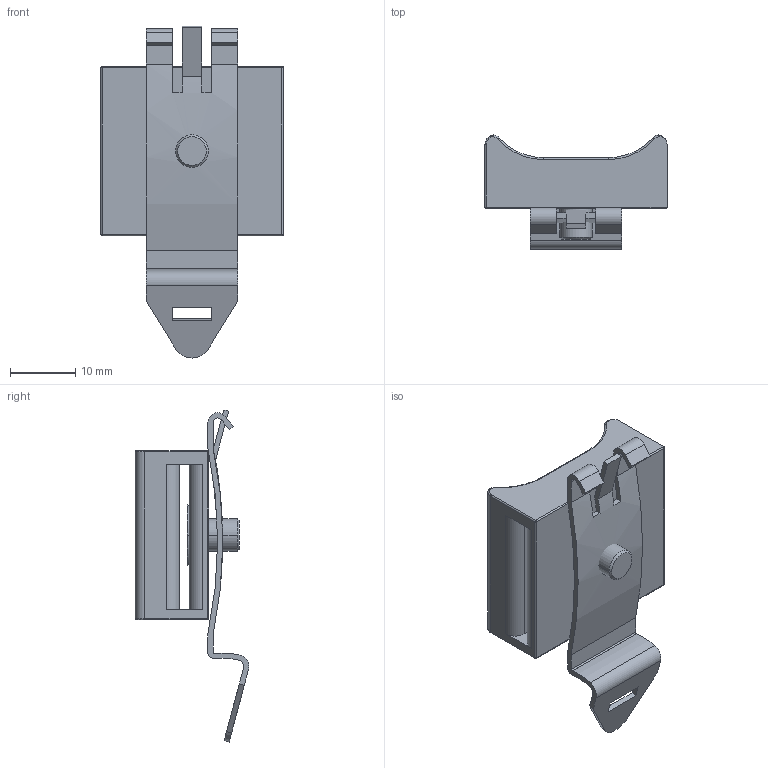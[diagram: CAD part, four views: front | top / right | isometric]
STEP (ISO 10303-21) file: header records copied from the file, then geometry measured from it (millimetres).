
FILE_DESCRIPTION (( 'STEP AP214' ), '1' );
FILE_NAME ('3011-044.STEP', '2020-08-31T09:17:51', ( '' ), ( '' ), 'SwSTEP 2.0', 'SolidWorks 2020', '' );
FILE_SCHEMA (( 'AUTOMOTIVE_DESIGN' ));
Length unit declared in the file: millimetre
Products named in the file (1): 3011-044
Bounding box: 28 x 17.48 x 51.03 mm (x, y, z)
Volume: 5812.1 mm3; surface area: 5541.7 mm2
Topology: 3 solids, 3 shells, 120 faces, 310 edges, 194 vertices
Faces by surface type: plane 51, cylinder 45, torus 10, cone 6, bspline 6, sphere 2
Entity records: 6370 total; most frequent: CARTESIAN_POINT 2045, DIRECTION 626, ORIENTED_EDGE 612, EDGE_CURVE 306, AXIS2_PLACEMENT_3D 227, VERTEX_POINT 194, LINE 172, VECTOR 172
